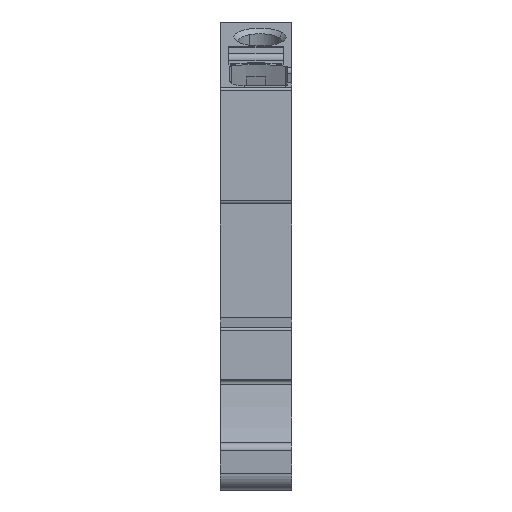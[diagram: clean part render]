
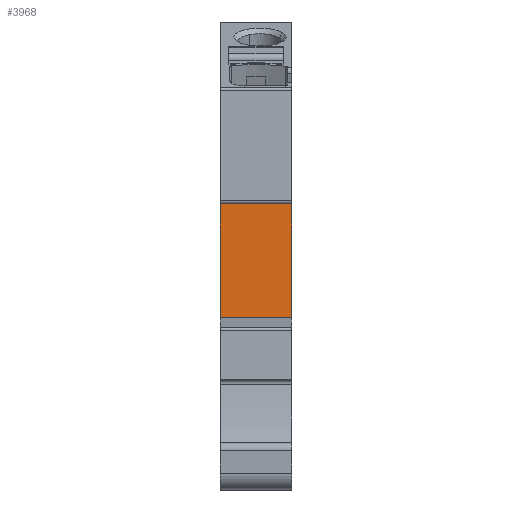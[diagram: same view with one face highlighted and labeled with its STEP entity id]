
A CAD part, front view. The second image highlights one B-rep face of the part: STEP entity #3968.
In plain terms, the highlighted planar face has unit normal (0, -1, 0).
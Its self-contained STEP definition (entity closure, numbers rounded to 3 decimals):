
#3941=AXIS2_PLACEMENT_3D('Plane Axis2P3D',#3938,#3939,#3940) ;
#3916=CARTESIAN_POINT('Vertex',(0.,12.766,32.3)) ;
#3919=CARTESIAN_POINT('Line Origine',(4.05,12.766,32.3)) ;
#3923=CARTESIAN_POINT('Vertex',(8.1,12.766,32.3)) ;
#3938=CARTESIAN_POINT('Axis2P3D Location',(0.,12.766,32.3)) ;
#3943=CARTESIAN_POINT('Line Origine',(0.,12.766,25.875)) ;
#3947=CARTESIAN_POINT('Vertex',(0.,12.766,19.45)) ;
#3950=CARTESIAN_POINT('Line Origine',(4.05,12.766,19.45)) ;
#3954=CARTESIAN_POINT('Vertex',(8.1,12.766,19.45)) ;
#3957=CARTESIAN_POINT('Line Origine',(8.1,12.766,25.875)) ;
#3920=DIRECTION('Vector Direction',(1.,0.,0.)) ;
#3939=DIRECTION('Axis2P3D Direction',(0.,-1.,0.)) ;
#3940=DIRECTION('Axis2P3D XDirection',(0.,0.,-1.)) ;
#3944=DIRECTION('Vector Direction',(0.,0.,-1.)) ;
#3951=DIRECTION('Vector Direction',(1.,0.,0.)) ;
#3958=DIRECTION('Vector Direction',(0.,0.,-1.)) ;
#3921=VECTOR('Line Direction',#3920,1.) ;
#3945=VECTOR('Line Direction',#3944,1.) ;
#3952=VECTOR('Line Direction',#3951,1.) ;
#3959=VECTOR('Line Direction',#3958,1.) ;
#3963=ORIENTED_EDGE('',*,*,#3925,.F.) ;
#3964=ORIENTED_EDGE('',*,*,#3949,.T.) ;
#3965=ORIENTED_EDGE('',*,*,#3956,.T.) ;
#3966=ORIENTED_EDGE('',*,*,#3961,.F.) ;
#3968=ADVANCED_FACE('MLD_AITB_6_BB_2C_BL',(#3967),#3942,.T.) ;
#3925=EDGE_CURVE('',#3917,#3924,#3922,.T.) ;
#3949=EDGE_CURVE('',#3917,#3948,#3946,.T.) ;
#3956=EDGE_CURVE('',#3948,#3955,#3953,.T.) ;
#3961=EDGE_CURVE('',#3924,#3955,#3960,.T.) ;
#3962=EDGE_LOOP('',(#3963,#3964,#3965,#3966)) ;
#3967=FACE_OUTER_BOUND('',#3962,.T.) ;
#3922=LINE('Line',#3919,#3921) ;
#3946=LINE('Line',#3943,#3945) ;
#3953=LINE('Line',#3950,#3952) ;
#3960=LINE('Line',#3957,#3959) ;
#3942=PLANE('',#3941) ;
#3917=VERTEX_POINT('',#3916) ;
#3924=VERTEX_POINT('',#3923) ;
#3948=VERTEX_POINT('',#3947) ;
#3955=VERTEX_POINT('',#3954) ;
